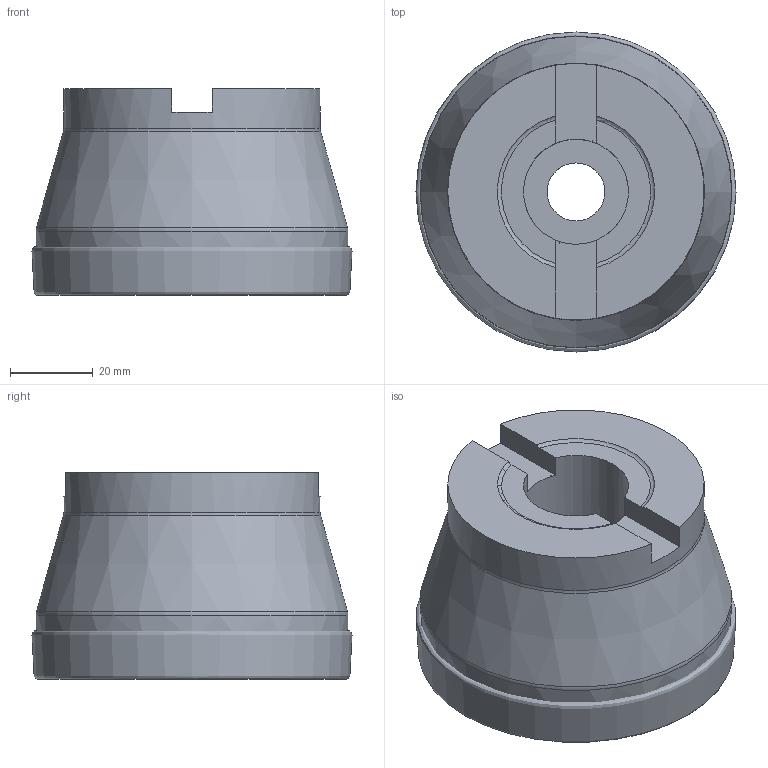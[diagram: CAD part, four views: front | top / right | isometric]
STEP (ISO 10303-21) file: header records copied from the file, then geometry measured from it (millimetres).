
FILE_DESCRIPTION(/* description */ (''),/* implementation_level */ '2;1');
FILE_NAME(/* name */ 'R220.88-03.00-12-9SAP_Basic.stp',/* time_stamp */ '2022-05-17T12:43:21+05:00',/* author */ (''),/* organization */ (''),/* preprocessor_version */ 'ST-DEVELOPER v16.7',/* originating_system */ 'SIEMENS PLM Software NX 12.0',/* authorisation */ '');
FILE_SCHEMA (('AUTOMOTIVE_DESIGN { 1 0 10303 214 3 1 1 1 }'));
Length unit declared in the file: millimetre
Products named in the file (4): CUT; NOCUT; ASSEMBLY_CONSTRUCTION; inpuCC44630Fiugt
Assembly tree (3 placements, depth 2):
  inpuCC44630Fiugt
    ASSEMBLY_CONSTRUCTION
    NOCUT
    CUT
Bounding box: 77.37 x 77.37 x 49.98 mm (x, y, z)
Volume: 190724.9 mm3; surface area: 30516.8 mm2
Topology: 2 solids, 2 shells, 28 faces, 79 edges, 68 vertices
Faces by surface type: plane 12, cylinder 7, torus 5, cone 3, revolution 1
Full cylindrical faces by diameter (mm): 14 x1, 21 x1, 25.4 x1, 62 x1
Entity records: 1546 total; most frequent: CARTESIAN_POINT 569, DIRECTION 188, ORIENTED_EDGE 122, AXIS2_PLACEMENT_3D 82, EDGE_CURVE 61, VERTEX_POINT 47, EDGE_LOOP 39, STYLED_ITEM 39
